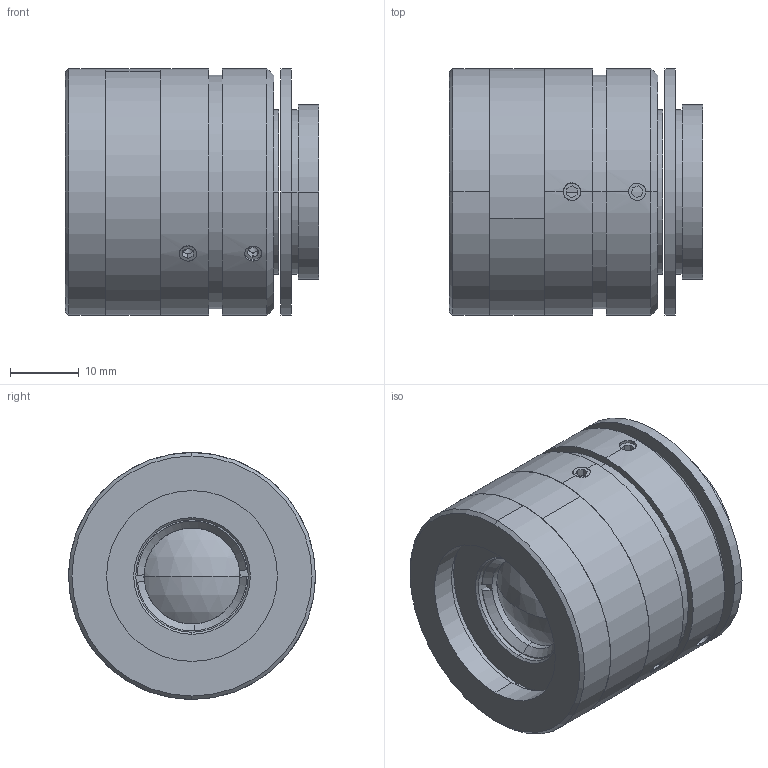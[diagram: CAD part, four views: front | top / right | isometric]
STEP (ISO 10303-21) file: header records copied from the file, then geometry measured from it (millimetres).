
FILE_DESCRIPTION (( 'STEP AP203' ), '1' );
FILE_NAME ('XF-MH01X302B-1.1C.STEP', '2024-08-05T02:08:34', ( '' ), ( '' ), 'SwSTEP 2.0', 'SolidWorks 2022', '' );
FILE_SCHEMA (( 'CONFIG_CONTROL_DESIGN' ));
Length unit declared in the file: millimetre
Products named in the file (1): XF-MH01X302B-1.1C
Bounding box: 36.94 x 36 x 36 mm (x, y, z)
Surface area: 9790.6 mm2 (no closed solid volume)
Topology: 0 solids, 18 shells, 146 faces, 414 edges, 268 vertices
Faces by surface type: plane 76, cylinder 44, cone 22, sphere 4
Entity records: 5121 total; most frequent: CARTESIAN_POINT 1301, DIRECTION 826, ORIENTED_EDGE 665, EDGE_CURVE 406, AXIS2_PLACEMENT_3D 305, VERTEX_POINT 268, VECTOR 216, LINE 216
